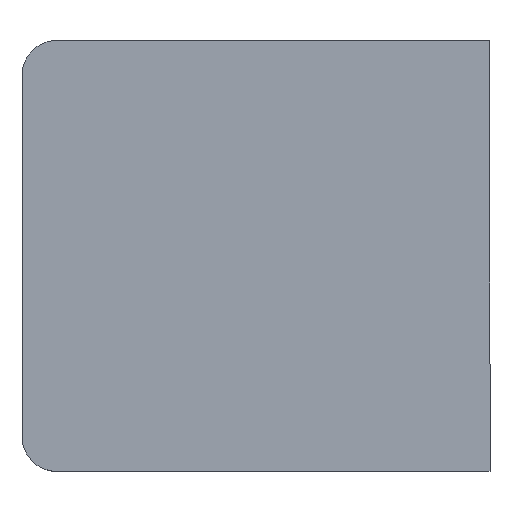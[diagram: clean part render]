
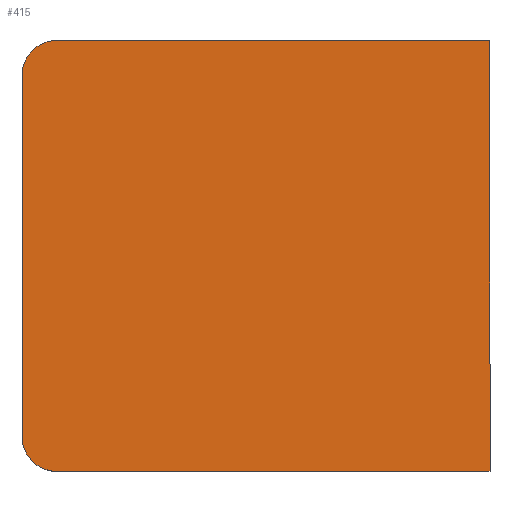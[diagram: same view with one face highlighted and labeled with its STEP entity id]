
A CAD part, top view. The second image highlights one B-rep face of the part: STEP entity #415.
In plain terms, the highlighted planar face has unit normal (0, 0, 1).
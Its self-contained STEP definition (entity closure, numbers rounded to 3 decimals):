
#9 = ORIENTED_EDGE ( 'NONE', *, *, #410, .T. ) ;
#19 = EDGE_LOOP ( 'NONE', ( #837, #299, #9, #337, #931, #435 ) ) ;
#74 = DIRECTION ( 'NONE',  ( 0., 0., 1. ) ) ;
#96 = VERTEX_POINT ( 'NONE', #704 ) ;
#98 = CARTESIAN_POINT ( 'NONE',  ( -40., -1.98, 4.339 ) ) ;
#106 = DIRECTION ( 'NONE',  ( 1., 0., 0. ) ) ;
#132 = CIRCLE ( 'NONE', #489, 3.27 ) ;
#183 = FACE_OUTER_BOUND ( 'NONE', #19, .T. ) ;
#196 = DIRECTION ( 'NONE',  ( 0., -1., 0. ) ) ;
#212 = EDGE_CURVE ( 'NONE', #969, #96, #486, .T. ) ;
#214 = CARTESIAN_POINT ( 'NONE',  ( -36.73, -5.25, 4.339 ) ) ;
#227 = CARTESIAN_POINT ( 'NONE',  ( 4.125, -5.25, 4.339 ) ) ;
#235 = VECTOR ( 'NONE', #644, 1000. ) ;
#237 = VERTEX_POINT ( 'NONE', #738 ) ;
#251 = CARTESIAN_POINT ( 'NONE',  ( -36.73, 35.375, 4.339 ) ) ;
#252 = VECTOR ( 'NONE', #804, 1000. ) ;
#291 = AXIS2_PLACEMENT_3D ( 'NONE', #796, #74, #414 ) ;
#299 = ORIENTED_EDGE ( 'NONE', *, *, #368, .T. ) ;
#329 = CARTESIAN_POINT ( 'NONE',  ( 4.125, -5.25, 4.339 ) ) ;
#337 = ORIENTED_EDGE ( 'NONE', *, *, #696, .T. ) ;
#354 = DIRECTION ( 'NONE',  ( 0., 0., 1. ) ) ;
#368 = EDGE_CURVE ( 'NONE', #237, #1024, #684, .T. ) ;
#410 = EDGE_CURVE ( 'NONE', #1024, #504, #132, .T. ) ;
#414 = DIRECTION ( 'NONE',  ( 1., 0., 0. ) ) ;
#415 = ADVANCED_FACE ( 'NONE', ( #183 ), #508, .T. ) ;
#435 = ORIENTED_EDGE ( 'NONE', *, *, #212, .T. ) ;
#452 = CARTESIAN_POINT ( 'NONE',  ( -40., 14.691, 4.339 ) ) ;
#462 = VECTOR ( 'NONE', #196, 1000. ) ;
#483 = VERTEX_POINT ( 'NONE', #227 ) ;
#486 = LINE ( 'NONE', #251, #252 ) ;
#488 = EDGE_CURVE ( 'NONE', #483, #969, #787, .T. ) ;
#489 = AXIS2_PLACEMENT_3D ( 'NONE', #584, #904, #912 ) ;
#504 = VERTEX_POINT ( 'NONE', #214 ) ;
#508 = PLANE ( 'NONE',  #706 ) ;
#584 = CARTESIAN_POINT ( 'NONE',  ( -36.73, -1.98, 4.339 ) ) ;
#624 = CARTESIAN_POINT ( 'NONE',  ( 4.125, 35.375, 4.339 ) ) ;
#627 = EDGE_CURVE ( 'NONE', #96, #237, #678, .T. ) ;
#644 = DIRECTION ( 'NONE',  ( 1., 0., 0. ) ) ;
#678 = CIRCLE ( 'NONE', #291, 3.27 ) ;
#684 = LINE ( 'NONE', #452, #462 ) ;
#696 = EDGE_CURVE ( 'NONE', #504, #483, #727, .T. ) ;
#704 = CARTESIAN_POINT ( 'NONE',  ( -36.73, 35.375, 4.339 ) ) ;
#706 = AXIS2_PLACEMENT_3D ( 'NONE', #824, #354, #106 ) ;
#727 = LINE ( 'NONE', #329, #235 ) ;
#738 = CARTESIAN_POINT ( 'NONE',  ( -40., 32.105, 4.339 ) ) ;
#787 = LINE ( 'NONE', #624, #953 ) ;
#796 = CARTESIAN_POINT ( 'NONE',  ( -36.73, 32.105, 4.339 ) ) ;
#804 = DIRECTION ( 'NONE',  ( -1., 0., 0. ) ) ;
#824 = CARTESIAN_POINT ( 'NONE',  ( -36.73, -1.98, 4.339 ) ) ;
#837 = ORIENTED_EDGE ( 'NONE', *, *, #627, .T. ) ;
#892 = CARTESIAN_POINT ( 'NONE',  ( 4.125, 35.375, 4.339 ) ) ;
#904 = DIRECTION ( 'NONE',  ( 0., 0., 1. ) ) ;
#912 = DIRECTION ( 'NONE',  ( 1., 0., 0. ) ) ;
#931 = ORIENTED_EDGE ( 'NONE', *, *, #488, .T. ) ;
#953 = VECTOR ( 'NONE', #1009, 1000. ) ;
#969 = VERTEX_POINT ( 'NONE', #892 ) ;
#1009 = DIRECTION ( 'NONE',  ( 0., 1., 0. ) ) ;
#1024 = VERTEX_POINT ( 'NONE', #98 ) ;
